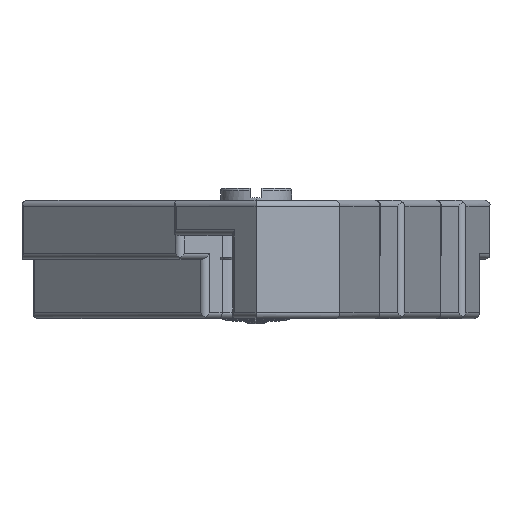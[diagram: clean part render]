
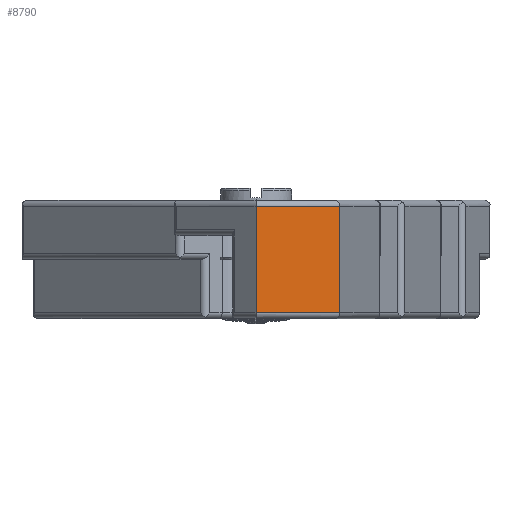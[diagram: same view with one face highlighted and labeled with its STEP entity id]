
A CAD part, left-side view. The second image highlights one B-rep face of the part: STEP entity #8790.
In plain terms, the highlighted planar face has unit normal (-0.707, -0.707, 0).
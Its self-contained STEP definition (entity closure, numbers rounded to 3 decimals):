
#1689=DIRECTION('',(0.,0.,1.));
#1690=VECTOR('',#1689,9.);
#1691=CARTESIAN_POINT('',(0.,0.,-9.5));
#1692=LINE('',#1691,#1690);
#1796=DIRECTION('',(-0.707,0.707,0.));
#1797=VECTOR('',#1796,10.);
#1798=CARTESIAN_POINT('',(7.071,-7.071,-9.5));
#1799=LINE('',#1798,#1797);
#4334=DIRECTION('',(0.,0.,1.));
#4335=VECTOR('',#4334,9.);
#4336=CARTESIAN_POINT('',(7.071,-7.071,-9.5));
#4337=LINE('',#4336,#4335);
#4341=DIRECTION('',(0.707,-0.707,0.));
#4342=VECTOR('',#4341,10.);
#4343=CARTESIAN_POINT('',(0.,0.,-0.5));
#4344=LINE('',#4343,#4342);
#5232=CARTESIAN_POINT('',(7.071,-7.071,-9.5));
#5233=VERTEX_POINT('',#5232);
#5238=CARTESIAN_POINT('',(7.071,-7.071,-0.5));
#5239=VERTEX_POINT('',#5238);
#5534=CARTESIAN_POINT('',(0.,0.,-0.5));
#5535=VERTEX_POINT('',#5534);
#5540=CARTESIAN_POINT('',(0.,0.,-9.5));
#5541=VERTEX_POINT('',#5540);
#8778=CARTESIAN_POINT('',(7.071,-7.071,0.));
#8779=DIRECTION('',(-0.707,-0.707,0.));
#8780=DIRECTION('',(-0.707,0.707,0.));
#8781=AXIS2_PLACEMENT_3D('',#8778,#8779,#8780);
#8782=PLANE('',#8781);
#8783=ORIENTED_EDGE('',*,*,#6999,.T.);
#8784=ORIENTED_EDGE('',*,*,#6916,.T.);
#8786=ORIENTED_EDGE('',*,*,#8785,.T.);
#8787=ORIENTED_EDGE('',*,*,#5991,.F.);
#8788=EDGE_LOOP('',(#8783,#8784,#8786,#8787));
#8789=FACE_OUTER_BOUND('',#8788,.F.);
#5991=EDGE_CURVE('',#5233,#5239,#4337,.T.);
#6916=EDGE_CURVE('',#5541,#5535,#1692,.T.);
#6999=EDGE_CURVE('',#5233,#5541,#1799,.T.);
#8785=EDGE_CURVE('',#5535,#5239,#4344,.T.);
#8790=ADVANCED_FACE('',(#8789),#8782,.T.);
